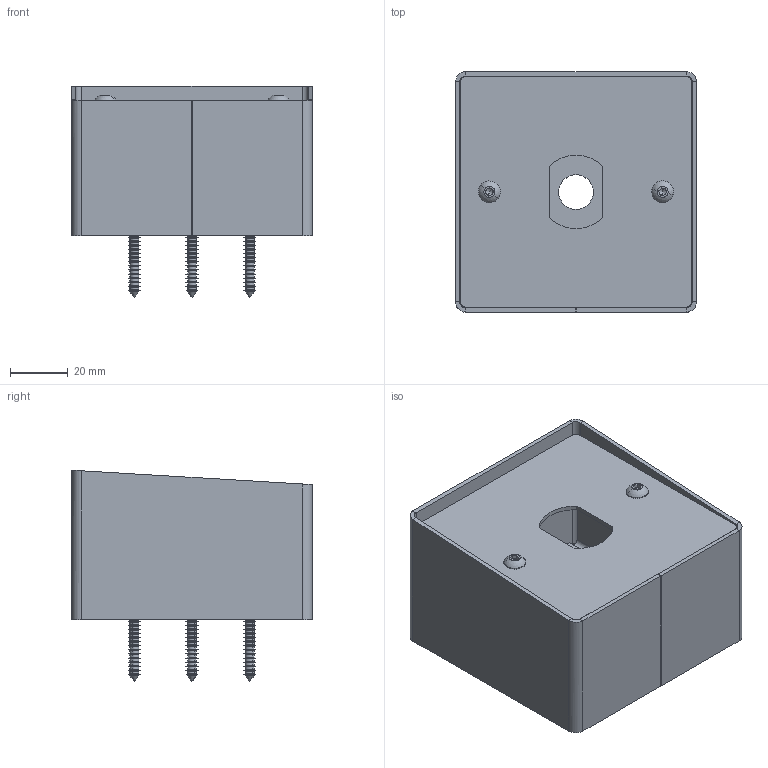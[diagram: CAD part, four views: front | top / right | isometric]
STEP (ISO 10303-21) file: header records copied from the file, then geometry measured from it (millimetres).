
FILE_DESCRIPTION (( 'STEP AP214' ), '1' );
FILE_NAME ('PBP19_TL+PBHI2.STEP', '2021-07-30T14:50:36', ( '' ), ( '' ), 'SwSTEP 2.0', 'SolidWorks 2020', '' );
FILE_SCHEMA (( 'AUTOMOTIVE_DESIGN' ));
Length unit declared in the file: millimetre
Products named in the file (10): Tapping screw DIN 7982-ST4.2x25-C-H-S_Tapping screw DIN 7982-ST4.2x25-C-H-S; ISO 7380 - M4 x 8 --- 8S_ISO 7380 - M4 x 8 --- 8S; PBHI2_BOM; SB0057-SCREW BAG FOR PBHI1; MP0407-PB CASING PART 2; PBP19_TL+PBHI2; MP0533-MORTICE FACE VIGIK_MP0533-MORTICE FACE VIGIK; PA0077-ZIP PLASTIC BAG FOR SCREWS; MP0406-PB CASING PART 1; LABEL^PBHI2
Assembly tree (11 placements, depth 4):
  PBP19_TL+PBHI2
    PBHI2_BOM
      MP0406-PB CASING PART 1
      MP0407-PB CASING PART 2
      SB0057-SCREW BAG FOR PBHI1
        ISO 7380 - M4 x 8 --- 8S_ISO 7380 - M4 x 8 --- 8S  x2
        Tapping screw DIN 7982-ST4.2x25-C-H-S_Tapping screw DIN 7982-ST4.2x25-C-H-S  x4
    MP0533-MORTICE FACE VIGIK_MP0533-MORTICE FACE VIGIK
  PA0077-ZIP PLASTIC BAG FOR SCREWS
  LABEL^PBHI2
Bounding box: 83.5 x 83.3 x 73.35 mm (x, y, z)
Volume: 56581.1 mm3; surface area: 78792.9 mm2
Topology: 9 solids, 9 shells, 750 faces, 1698 edges, 962 vertices
Faces by surface type: cone 344, cylinder 228, plane 150, bspline 20, torus 4, sphere 4
Entity records: 9596 total; most frequent: CARTESIAN_POINT 1849, DIRECTION 1660, ORIENTED_EDGE 1480, EDGE_CURVE 740, AXIS2_PLACEMENT_3D 623, VERTEX_POINT 436, VECTOR 414, LINE 414
